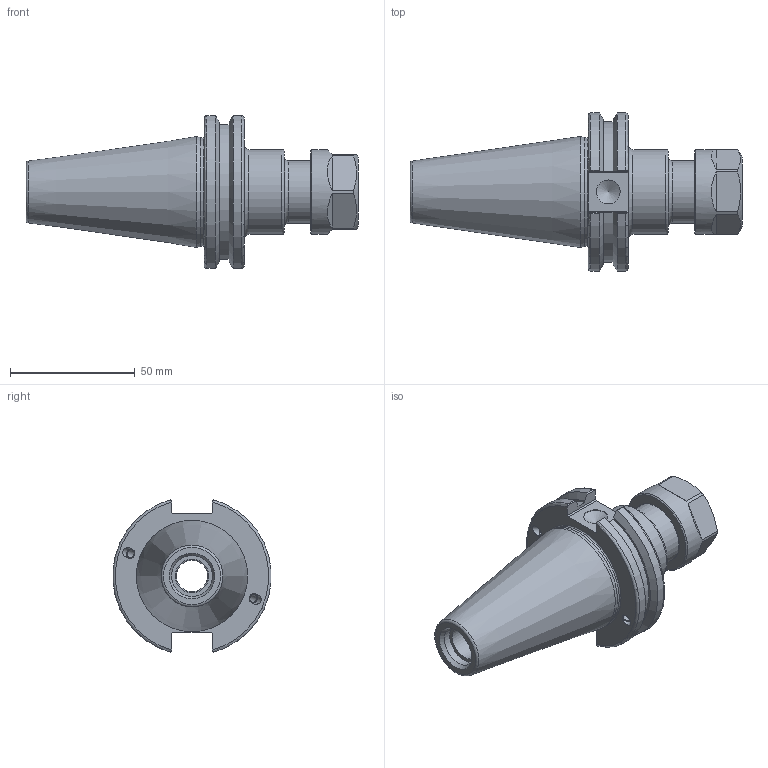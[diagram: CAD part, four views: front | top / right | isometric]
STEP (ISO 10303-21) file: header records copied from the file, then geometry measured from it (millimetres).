
FILE_DESCRIPTION(/* description */ (''),/* implementation_level */ '2;1');
FILE_NAME(/* name */ 'BK232B.stp',/* time_stamp */ '2023-11-17T11:05:03+09:00',/* author */ ('YSH'),/* organization */ (''),/* preprocessor_version */ 'ST-DEVELOPER v20',/* originating_system */ 'Autodesk Inventor 2024',/* authorisation */ '');
FILE_SCHEMA (('AUTOMOTIVE_DESIGN { 1 0 10303 214 3 1 1 }'));
Length unit declared in the file: millimetre
Products named in the file (3): LO-CAT40ADB-ER20-2.55; LO-CAT40ADB-ER20-2.55_1; ER20NUT
Assembly tree (2 placements, depth 2):
  LO-CAT40ADB-ER20-2.55
    LO-CAT40ADB-ER20-2.55_1
    ER20NUT
Bounding box: 132.95 x 63.26 x 61.09 mm (x, y, z)
Volume: 125890.3 mm3; surface area: 30801.7 mm2
Topology: 2 solids, 3 shells, 113 faces, 286 edges, 187 vertices
Faces by surface type: plane 52, cylinder 33, cone 17, torus 11
Full cylindrical faces by diameter (mm): 3.242 x8, 4 x4, 9.525 x1, 12.573 x1, 13.386 x1, 14.9 x1, 16 x1, 16.3 x1, 18.4 x1, 21.76 x1, 23.5 x1, 25 x2, 25.5 x1, 34 x2, 43.6 x1
Entity records: 3709 total; most frequent: CARTESIAN_POINT 802, DIRECTION 602, ORIENTED_EDGE 564, EDGE_CURVE 283, AXIS2_PLACEMENT_3D 244, VERTEX_POINT 187, EDGE_LOOP 138, LINE 114
